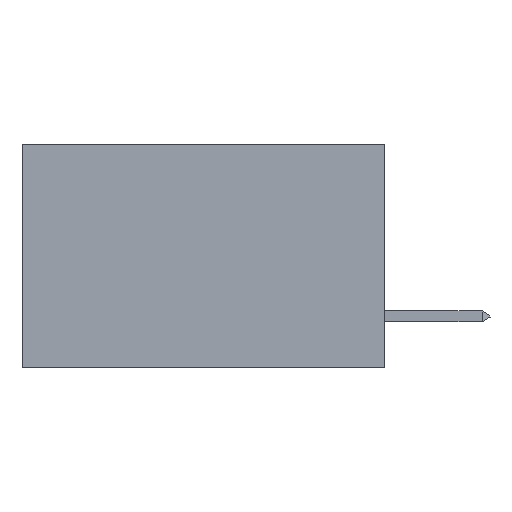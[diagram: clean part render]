
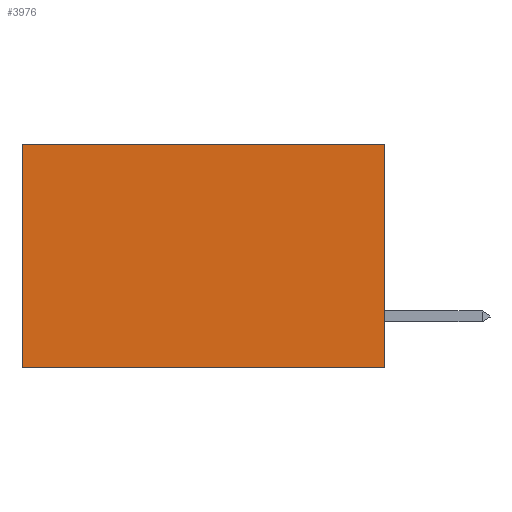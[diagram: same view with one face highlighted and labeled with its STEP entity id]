
A CAD part, left-side view. The second image highlights one B-rep face of the part: STEP entity #3976.
In plain terms, the highlighted planar face has unit normal (-1, 0, 0).
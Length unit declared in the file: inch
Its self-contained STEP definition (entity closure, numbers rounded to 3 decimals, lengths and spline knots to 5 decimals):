
#690 = CARTESIAN_POINT ( 'NONE',  ( 0.2875, 0.6, 0. ) ) ;
#984 = EDGE_LOOP ( 'NONE', ( #5127, #2193, #9407, #6486 ) ) ;
#1275 = PLANE ( 'NONE',  #9368 ) ;
#1766 = DIRECTION ( 'NONE',  ( 0., 0., -1. ) ) ;
#1833 = LINE ( 'NONE', #8634, #3299 ) ;
#1856 = CARTESIAN_POINT ( 'NONE',  ( 0.2875, 0., 0. ) ) ;
#2114 = CARTESIAN_POINT ( 'NONE',  ( 0.2875, 0., -0.37 ) ) ;
#2193 = ORIENTED_EDGE ( 'NONE', *, *, #10241, .F. ) ;
#2597 = VECTOR ( 'NONE', #9804, 39.37008 ) ;
#2600 = VECTOR ( 'NONE', #9790, 39.37008 ) ;
#2669 = CARTESIAN_POINT ( 'NONE',  ( 0.2875, 0.6, 0. ) ) ;
#2754 = DIRECTION ( 'NONE',  ( 0., 1., 0. ) ) ;
#3299 = VECTOR ( 'NONE', #2754, 39.37008 ) ;
#3976 = ADVANCED_FACE ( 'NONE', ( #7063 ), #1275, .F. ) ;
#4069 = EDGE_CURVE ( 'NONE', #10741, #5279, #4850, .T. ) ;
#4126 = DIRECTION ( 'NONE',  ( 0., 0., -1. ) ) ;
#4135 = VERTEX_POINT ( 'NONE', #690 ) ;
#4581 = VECTOR ( 'NONE', #1766, 39.37008 ) ;
#4848 = LINE ( 'NONE', #2114, #2597 ) ;
#4850 = LINE ( 'NONE', #7990, #2600 ) ;
#5127 = ORIENTED_EDGE ( 'NONE', *, *, #9464, .T. ) ;
#5279 = VERTEX_POINT ( 'NONE', #7377 ) ;
#5903 = CARTESIAN_POINT ( 'NONE',  ( 0.2875, 0.6, -0.37 ) ) ;
#6486 = ORIENTED_EDGE ( 'NONE', *, *, #8166, .T. ) ;
#6671 = CARTESIAN_POINT ( 'NONE',  ( 0.2875, 0., 0. ) ) ;
#7063 = FACE_OUTER_BOUND ( 'NONE', #984, .T. ) ;
#7377 = CARTESIAN_POINT ( 'NONE',  ( 0.2875, 0., -0.37 ) ) ;
#7872 = LINE ( 'NONE', #2669, #4581 ) ;
#7990 = CARTESIAN_POINT ( 'NONE',  ( 0.2875, 0., 0. ) ) ;
#8113 = VERTEX_POINT ( 'NONE', #5903 ) ;
#8166 = EDGE_CURVE ( 'NONE', #10741, #4135, #1833, .T. ) ;
#8439 = DIRECTION ( 'NONE',  ( 1., 0., 0. ) ) ;
#8634 = CARTESIAN_POINT ( 'NONE',  ( 0.2875, 0., 0. ) ) ;
#9368 = AXIS2_PLACEMENT_3D ( 'NONE', #6671, #8439, #4126 ) ;
#9407 = ORIENTED_EDGE ( 'NONE', *, *, #4069, .F. ) ;
#9464 = EDGE_CURVE ( 'NONE', #4135, #8113, #7872, .T. ) ;
#9790 = DIRECTION ( 'NONE',  ( 0., 0., -1. ) ) ;
#9804 = DIRECTION ( 'NONE',  ( 0., 1., 0. ) ) ;
#10241 = EDGE_CURVE ( 'NONE', #5279, #8113, #4848, .T. ) ;
#10741 = VERTEX_POINT ( 'NONE', #1856 ) ;
